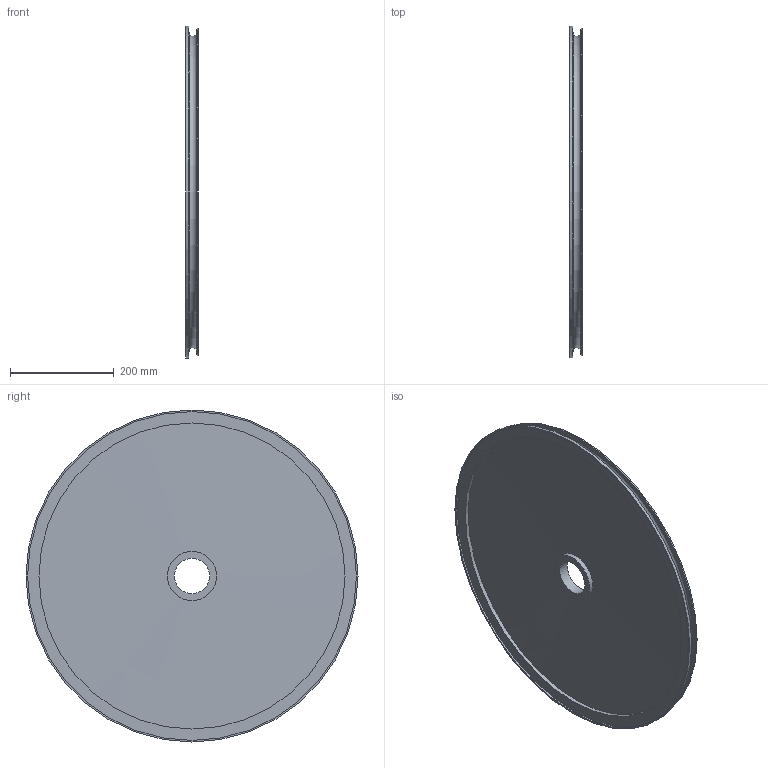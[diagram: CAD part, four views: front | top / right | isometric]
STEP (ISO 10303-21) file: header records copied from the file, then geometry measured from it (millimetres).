
FILE_DESCRIPTION (( 'STEP AP203' ), '1' );
FILE_NAME ('250805 STEP 3-400312-00_7332.STEP', '2025-08-05T06:09:53', ( '' ), ( '' ), 'SwSTEP 2.0', 'SolidWorks 2024', '' );
FILE_SCHEMA (( 'CONFIG_CONTROL_DESIGN' ));
Length unit declared in the file: millimetre
Products named in the file (1): 250805 STEP 3-400312-00_7332
Bounding box: 24.5 x 640 x 640 mm (x, y, z)
Volume: 2533558.3 mm3; surface area: 773396.4 mm2
Topology: 1 solids, 1 shells, 18 faces, 34 edges, 21 vertices
Faces by surface type: cylinder 8, plane 5, cone 4, torus 1
Full cylindrical faces by diameter (mm): 68 x1, 95 x2, 590 x2, 632 x1, 634 x1, 640 x1
Entity records: 445 total; most frequent: DIRECTION 74, CARTESIAN_POINT 55, AXIS2_PLACEMENT_3D 37, ORIENTED_EDGE 36, EDGE_LOOP 36, FACE_OUTER_BOUND 27, ADVANCED_FACE 18, VERTEX_POINT 18
